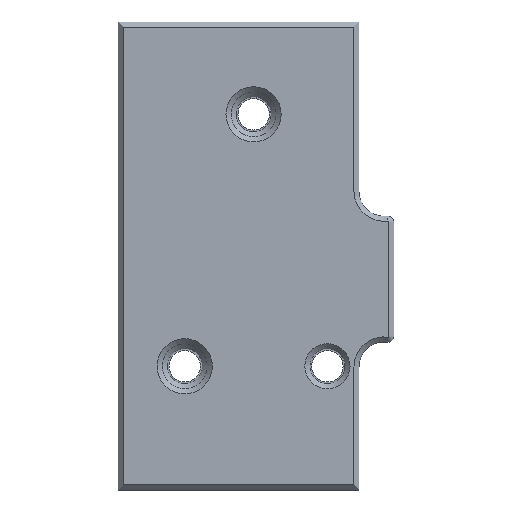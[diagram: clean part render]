
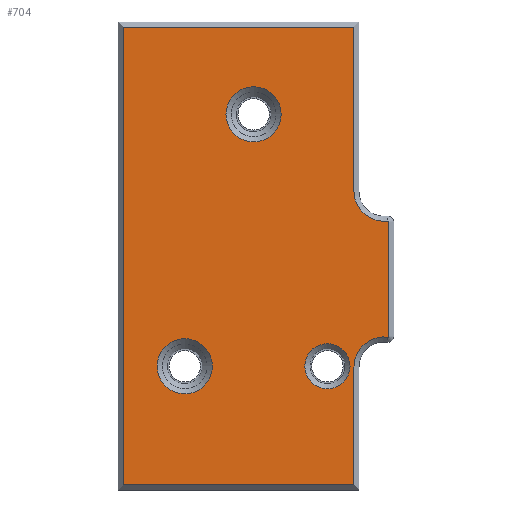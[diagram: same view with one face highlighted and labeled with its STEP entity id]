
A CAD part, top view. The second image highlights one B-rep face of the part: STEP entity #704.
In plain terms, the highlighted planar face has unit normal (0, 0, 1).
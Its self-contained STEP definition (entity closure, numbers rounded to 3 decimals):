
#28=FACE_BOUND('',#113,.T.);
#29=FACE_BOUND('',#114,.T.);
#30=FACE_BOUND('',#115,.T.);
#37=PLANE('',#787);
#67=FACE_OUTER_BOUND('',#112,.T.);
#112=EDGE_LOOP('',(#526,#527,#528,#529,#530,#531,#532,#533,#534,#535));
#113=EDGE_LOOP('',(#536));
#114=EDGE_LOOP('',(#537));
#115=EDGE_LOOP('',(#538));
#157=LINE('',#1113,#224);
#158=LINE('',#1119,#225);
#159=LINE('',#1125,#226);
#160=LINE('',#1127,#227);
#161=LINE('',#1129,#228);
#162=LINE('',#1130,#229);
#224=VECTOR('',#902,10.);
#225=VECTOR('',#907,10.);
#226=VECTOR('',#912,10.);
#227=VECTOR('',#913,10.);
#228=VECTOR('',#914,10.);
#229=VECTOR('',#915,10.);
#288=CIRCLE('',#766,1.8);
#301=CIRCLE('',#786,2.2);
#302=CIRCLE('',#788,2.4);
#303=CIRCLE('',#789,0.1);
#304=CIRCLE('',#790,0.1);
#305=CIRCLE('',#791,2.4);
#306=CIRCLE('',#792,2.2);
#322=VERTEX_POINT('',#1069);
#335=VERTEX_POINT('',#1107);
#336=VERTEX_POINT('',#1111);
#337=VERTEX_POINT('',#1112);
#338=VERTEX_POINT('',#1114);
#339=VERTEX_POINT('',#1116);
#340=VERTEX_POINT('',#1118);
#341=VERTEX_POINT('',#1120);
#342=VERTEX_POINT('',#1122);
#343=VERTEX_POINT('',#1124);
#344=VERTEX_POINT('',#1126);
#345=VERTEX_POINT('',#1128);
#346=VERTEX_POINT('',#1131);
#387=EDGE_CURVE('',#322,#322,#288,.T.);
#405=EDGE_CURVE('',#335,#335,#301,.T.);
#407=EDGE_CURVE('',#336,#337,#157,.T.);
#408=EDGE_CURVE('',#338,#336,#302,.T.);
#409=EDGE_CURVE('',#339,#338,#303,.T.);
#410=EDGE_CURVE('',#340,#339,#158,.T.);
#411=EDGE_CURVE('',#341,#340,#304,.T.);
#412=EDGE_CURVE('',#342,#341,#305,.T.);
#413=EDGE_CURVE('',#343,#342,#159,.T.);
#414=EDGE_CURVE('',#344,#343,#160,.T.);
#415=EDGE_CURVE('',#345,#344,#161,.T.);
#416=EDGE_CURVE('',#337,#345,#162,.T.);
#417=EDGE_CURVE('',#346,#346,#306,.T.);
#526=ORIENTED_EDGE('',*,*,#407,.F.);
#527=ORIENTED_EDGE('',*,*,#408,.F.);
#528=ORIENTED_EDGE('',*,*,#409,.F.);
#529=ORIENTED_EDGE('',*,*,#410,.F.);
#530=ORIENTED_EDGE('',*,*,#411,.F.);
#531=ORIENTED_EDGE('',*,*,#412,.F.);
#532=ORIENTED_EDGE('',*,*,#413,.F.);
#533=ORIENTED_EDGE('',*,*,#414,.F.);
#534=ORIENTED_EDGE('',*,*,#415,.F.);
#535=ORIENTED_EDGE('',*,*,#416,.F.);
#536=ORIENTED_EDGE('',*,*,#417,.F.);
#537=ORIENTED_EDGE('',*,*,#387,.T.);
#538=ORIENTED_EDGE('',*,*,#405,.F.);
#704=ADVANCED_FACE('',(#67,#28,#29,#30),#37,.T.);
#766=AXIS2_PLACEMENT_3D('',#1070,#852,#853);
#786=AXIS2_PLACEMENT_3D('',#1108,#897,#898);
#787=AXIS2_PLACEMENT_3D('',#1110,#900,#901);
#788=AXIS2_PLACEMENT_3D('',#1115,#903,#904);
#789=AXIS2_PLACEMENT_3D('',#1117,#905,#906);
#790=AXIS2_PLACEMENT_3D('',#1121,#908,#909);
#791=AXIS2_PLACEMENT_3D('',#1123,#910,#911);
#792=AXIS2_PLACEMENT_3D('',#1132,#916,#917);
#852=DIRECTION('center_axis',(0.,0.,-1.));
#853=DIRECTION('ref_axis',(1.,0.,0.));
#897=DIRECTION('center_axis',(0.,0.,1.));
#898=DIRECTION('ref_axis',(-1.,0.,0.));
#900=DIRECTION('center_axis',(0.,0.,1.));
#901=DIRECTION('ref_axis',(1.,0.,0.));
#902=DIRECTION('',(0.,-1.,0.));
#903=DIRECTION('center_axis',(0.,0.,1.));
#904=DIRECTION('ref_axis',(-0.012,1.,0.));
#905=DIRECTION('center_axis',(0.,0.,-1.));
#906=DIRECTION('ref_axis',(0.666,-0.746,0.));
#907=DIRECTION('',(0.,-1.,0.));
#908=DIRECTION('center_axis',(0.,0.,-1.));
#909=DIRECTION('ref_axis',(0.666,0.746,0.));
#910=DIRECTION('center_axis',(0.,0.,1.));
#911=DIRECTION('ref_axis',(-1.,0.,0.));
#912=DIRECTION('',(0.,-1.,0.));
#913=DIRECTION('',(1.,0.,0.));
#914=DIRECTION('',(0.,1.,0.));
#915=DIRECTION('',(-1.,0.,0.));
#916=DIRECTION('center_axis',(0.,0.,1.));
#917=DIRECTION('ref_axis',(-1.,0.,0.));
#1069=CARTESIAN_POINT('',(3.688,-9.935,3.));
#1070=CARTESIAN_POINT('Origin',(5.488,-9.935,3.));
#1107=CARTESIAN_POINT('',(-3.688,-9.935,3.));
#1108=CARTESIAN_POINT('Origin',(-5.888,-9.935,3.));
#1110=CARTESIAN_POINT('Origin',(-0.612,-1.143,3.));
#1111=CARTESIAN_POINT('',(7.6,-9.995,3.));
#1112=CARTESIAN_POINT('',(7.6,-19.395,3.));
#1113=CARTESIAN_POINT('',(7.6,-10.469,3.));
#1114=CARTESIAN_POINT('',(10.274,-7.61,3.));
#1115=CARTESIAN_POINT('Origin',(10.,-9.995,3.));
#1116=CARTESIAN_POINT('',(10.385,-7.511,3.));
#1117=CARTESIAN_POINT('Origin',(10.285,-7.511,3.));
#1118=CARTESIAN_POINT('',(10.385,1.541,3.));
#1119=CARTESIAN_POINT('',(10.385,-4.569,3.));
#1120=CARTESIAN_POINT('',(10.274,1.64,3.));
#1121=CARTESIAN_POINT('Origin',(10.285,1.541,3.));
#1122=CARTESIAN_POINT('',(7.6,4.025,3.));
#1123=CARTESIAN_POINT('Origin',(10.,4.025,3.));
#1124=CARTESIAN_POINT('',(7.6,17.11,3.));
#1125=CARTESIAN_POINT('',(7.6,1.441,3.));
#1126=CARTESIAN_POINT('',(-10.8,17.11,3.));
#1127=CARTESIAN_POINT('',(3.694,17.11,3.));
#1128=CARTESIAN_POINT('',(-10.8,-19.395,3.));
#1129=CARTESIAN_POINT('',(-10.8,8.184,3.));
#1130=CARTESIAN_POINT('',(-5.906,-19.395,3.));
#1131=CARTESIAN_POINT('',(1.8,10.15,3.));
#1132=CARTESIAN_POINT('Origin',(-0.4,10.15,3.));
